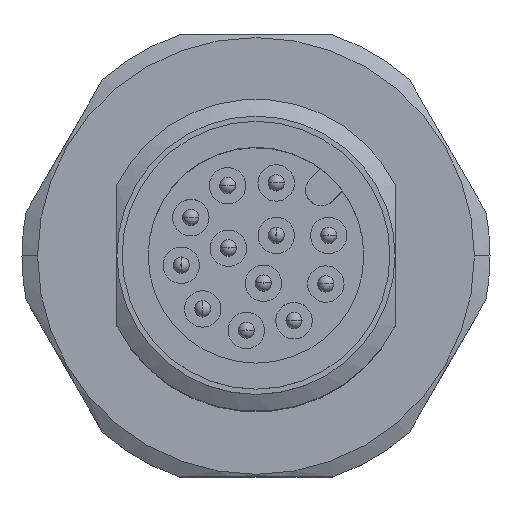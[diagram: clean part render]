
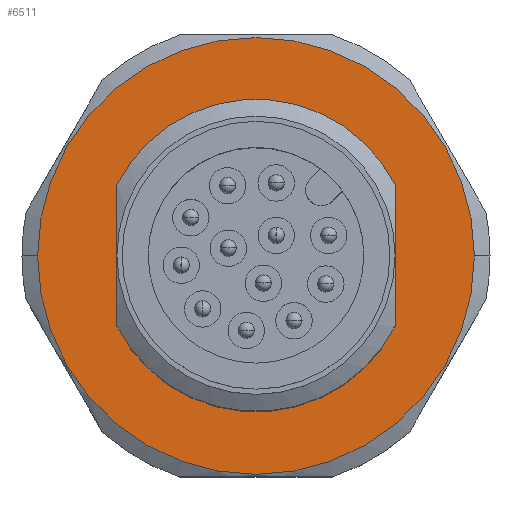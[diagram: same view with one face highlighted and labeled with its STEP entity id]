
A CAD part, top view. The second image highlights one B-rep face of the part: STEP entity #6511.
In plain terms, the highlighted planar face has unit normal (0, 0, 1).
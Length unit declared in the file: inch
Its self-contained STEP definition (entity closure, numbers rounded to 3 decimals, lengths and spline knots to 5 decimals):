
#251 = VERTEX_POINT ( 'NONE', #1783 ) ;
#517 = DIRECTION ( 'NONE',  ( 0., 0., 1. ) ) ;
#589 = ORIENTED_EDGE ( 'NONE', *, *, #3723, .F. ) ;
#646 = DIRECTION ( 'NONE',  ( 0., -1., 0. ) ) ;
#653 = CARTESIAN_POINT ( 'NONE',  ( 0., 0., 0. ) ) ;
#752 = DIRECTION ( 'NONE',  ( 0., 0., 1. ) ) ;
#817 = CIRCLE ( 'NONE', #3497, 0.33071 ) ;
#823 = EDGE_LOOP ( 'NONE', ( #589, #7044, #3502, #4005 ) ) ;
#1043 = CARTESIAN_POINT ( 'NONE',  ( 0.33071, 0., 0. ) ) ;
#1058 = AXIS2_PLACEMENT_3D ( 'NONE', #4043, #517, #4639 ) ;
#1074 = EDGE_CURVE ( 'NONE', #2224, #251, #2362, .T. ) ;
#1182 = VERTEX_POINT ( 'NONE', #6701 ) ;
#1240 = DIRECTION ( 'NONE',  ( -1., 0., 0. ) ) ;
#1481 = DIRECTION ( 'NONE',  ( 0., 0., 1. ) ) ;
#1722 = CARTESIAN_POINT ( 'NONE',  ( 0., 0., 0. ) ) ;
#1783 = CARTESIAN_POINT ( 'NONE',  ( -0.33071, 0., 0. ) ) ;
#1934 = VECTOR ( 'NONE', #646, 39.37008 ) ;
#2224 = VERTEX_POINT ( 'NONE', #1043 ) ;
#2294 = PLANE ( 'NONE',  #6170 ) ;
#2362 = CIRCLE ( 'NONE', #7601, 0.33071 ) ;
#2820 = CARTESIAN_POINT ( 'NONE',  ( 0.21063, 0.10694, 0. ) ) ;
#2917 = DIRECTION ( 'NONE',  ( 0., 0., 1. ) ) ;
#2932 = CARTESIAN_POINT ( 'NONE',  ( -0.21063, 0., 0. ) ) ;
#3087 = ORIENTED_EDGE ( 'NONE', *, *, #3099, .T. ) ;
#3099 = EDGE_CURVE ( 'NONE', #251, #2224, #817, .T. ) ;
#3286 = CIRCLE ( 'NONE', #4112, 0.23622 ) ;
#3420 = VERTEX_POINT ( 'NONE', #2820 ) ;
#3497 = AXIS2_PLACEMENT_3D ( 'NONE', #5022, #1481, #5619 ) ;
#3502 = ORIENTED_EDGE ( 'NONE', *, *, #5127, .F. ) ;
#3723 = EDGE_CURVE ( 'NONE', #3420, #4111, #3286, .T. ) ;
#3835 = CARTESIAN_POINT ( 'NONE',  ( 0.21063, -0.10694, 0. ) ) ;
#4005 = ORIENTED_EDGE ( 'NONE', *, *, #6165, .T. ) ;
#4043 = CARTESIAN_POINT ( 'NONE',  ( 0., 0., 0. ) ) ;
#4111 = VERTEX_POINT ( 'NONE', #5170 ) ;
#4112 = AXIS2_PLACEMENT_3D ( 'NONE', #4296, #752, #4882 ) ;
#4178 = CARTESIAN_POINT ( 'NONE',  ( 0.21063, -0.10694, 0. ) ) ;
#4296 = CARTESIAN_POINT ( 'NONE',  ( 0., 0., 0. ) ) ;
#4490 = EDGE_CURVE ( 'NONE', #3420, #6939, #5081, .T. ) ;
#4558 = EDGE_LOOP ( 'NONE', ( #3087, #5654 ) ) ;
#4639 = DIRECTION ( 'NONE',  ( 1., 0., 0. ) ) ;
#4683 = VECTOR ( 'NONE', #6456, 39.37008 ) ;
#4777 = DIRECTION ( 'NONE',  ( 0., 0., 1. ) ) ;
#4871 = CIRCLE ( 'NONE', #1058, 0.23622 ) ;
#4882 = DIRECTION ( 'NONE',  ( 1., 0., 0. ) ) ;
#5022 = CARTESIAN_POINT ( 'NONE',  ( 0., 0., 0. ) ) ;
#5056 = FACE_OUTER_BOUND ( 'NONE', #4558, .T. ) ;
#5081 = LINE ( 'NONE', #4178, #1934 ) ;
#5127 = EDGE_CURVE ( 'NONE', #1182, #6939, #4871, .T. ) ;
#5170 = CARTESIAN_POINT ( 'NONE',  ( -0.21063, 0.10694, 0. ) ) ;
#5240 = FACE_BOUND ( 'NONE', #823, .T. ) ;
#5619 = DIRECTION ( 'NONE',  ( -1., 0., 0. ) ) ;
#5654 = ORIENTED_EDGE ( 'NONE', *, *, #1074, .T. ) ;
#6070 = LINE ( 'NONE', #2932, #4683 ) ;
#6165 = EDGE_CURVE ( 'NONE', #1182, #4111, #6070, .T. ) ;
#6170 = AXIS2_PLACEMENT_3D ( 'NONE', #1722, #2917, #7029 ) ;
#6456 = DIRECTION ( 'NONE',  ( 0., 1., 0. ) ) ;
#6511 = ADVANCED_FACE ( 'NONE', ( #5240, #5056 ), #2294, .T. ) ;
#6701 = CARTESIAN_POINT ( 'NONE',  ( -0.21063, -0.10694, 0. ) ) ;
#6939 = VERTEX_POINT ( 'NONE', #3835 ) ;
#7029 = DIRECTION ( 'NONE',  ( 1., 0., 0. ) ) ;
#7044 = ORIENTED_EDGE ( 'NONE', *, *, #4490, .T. ) ;
#7601 = AXIS2_PLACEMENT_3D ( 'NONE', #653, #4777, #1240 ) ;
